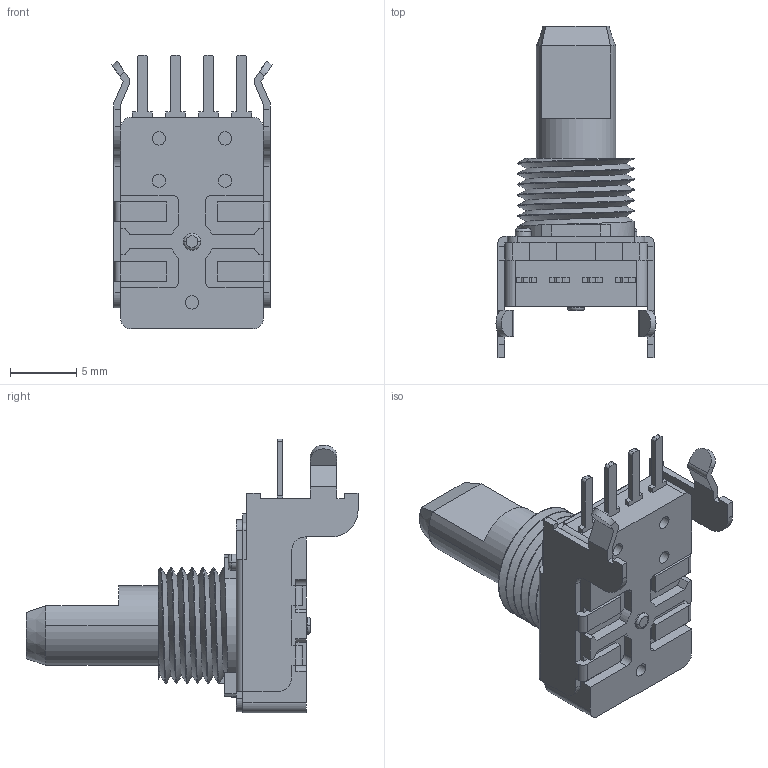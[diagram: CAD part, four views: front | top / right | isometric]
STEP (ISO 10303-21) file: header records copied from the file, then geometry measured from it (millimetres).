
FILE_DESCRIPTION((''),'2;1');
FILE_NAME('PTV111-1415A','2016-08-16T',('RICKB'),('Bourns, Inc.'),'CREO PARAMETRIC BY PTC INC, 2016130','CREO PARAMETRIC BY PTC INC, 2016130','');
FILE_SCHEMA(('CONFIG_CONTROL_DESIGN'));
Length unit declared in the file: millimetre
Products named in the file (1): PTV111-1415A
Bounding box: 12.1 x 25.1 x 20.7 mm (x, y, z)
Volume: 1504.3 mm3; surface area: 1353 mm2
Topology: 1 solids, 3 shells, 277 faces, 766 edges, 509 vertices
Faces by surface type: plane 186, cylinder 79, torus 6, bspline 5, cone 1
Entity records: 10361 total; most frequent: CARTESIAN_POINT 3162, ORIENTED_EDGE 1532, DIRECTION 1441, EDGE_CURVE 766, VECTOR 557, LINE 557, VERTEX_POINT 509, AXIS2_PLACEMENT_3D 442
